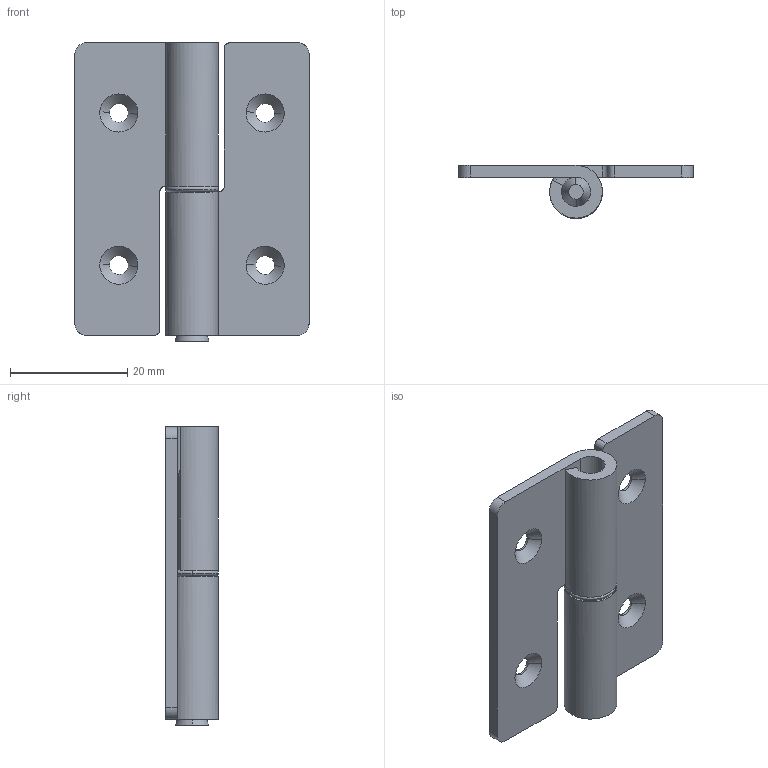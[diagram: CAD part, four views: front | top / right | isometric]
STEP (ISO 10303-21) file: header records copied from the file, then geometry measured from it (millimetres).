
FILE_DESCRIPTION((''),'2;1');
FILE_NAME('','2013-06-19T10:25:43',(''),(''),'','CADfix','');
FILE_SCHEMA(('AUTOMOTIVE_DESIGN { 1 0 10303 214 1 1 1 1 }'));
Length unit declared in the file: millimetre
Bounding box: 40 x 9 x 51 mm (x, y, z)
Volume: 5984.2 mm3; surface area: 6720.6 mm2
Topology: 3 solids, 3 shells, 60 faces, 180 edges, 128 vertices
Faces by surface type: bspline 60
Entity records: 2702 total; most frequent: CARTESIAN_POINT 1676, ORIENTED_EDGE 360, EDGE_CURVE 180, VERTEX_POINT 128, QUASI_UNIFORM_CURVE 70, EDGE_LOOP 70, FACE_OUTER_BOUND 60, ADVANCED_FACE 60
